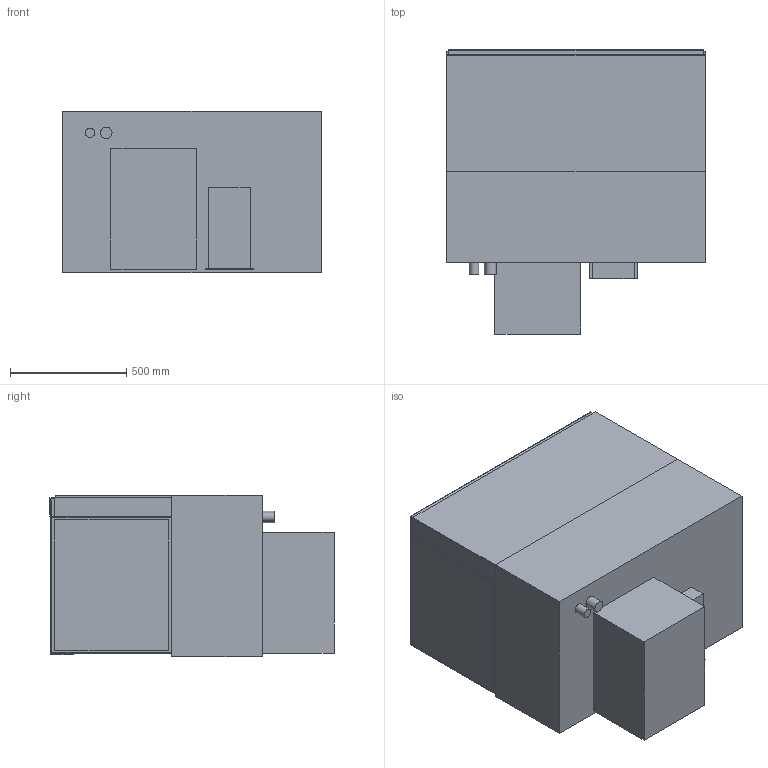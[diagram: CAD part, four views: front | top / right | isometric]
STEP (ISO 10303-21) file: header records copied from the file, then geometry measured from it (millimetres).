
FILE_DESCRIPTION(/* description */ ('Einbaukühlvitrine: eigengekühlt'),/* implementation_level */ '2;1');
FILE_NAME(/* name */ '3D-AKE-00006900.stp',/* time_stamp */ '2025-01-27T13:52:18+01:00',/* author */ ('marina.schachner'),/* organization */ (''),/* preprocessor_version */ 'ST-DEVELOPER v20',/* originating_system */ 'Autodesk Inventor 2024',/* authorisation */ '');
FILE_SCHEMA (('AUTOMOTIVE_DESIGN { 1 0 10303 214 3 1 1 }'));
Length unit declared in the file: millimetre
Products named in the file (1): 3D-AKE-00006900
Bounding box: 1115 x 1225 x 695 mm (x, y, z)
Volume: 237620937.5 mm3; surface area: 16002621.1 mm2
Topology: 33 solids, 33 shells, 308 faces, 702 edges, 468 vertices
Faces by surface type: plane 290, cylinder 18
Full cylindrical faces by diameter (mm): 40 x1, 50 x1
Entity records: 8530 total; most frequent: CARTESIAN_POINT 1479, ORIENTED_EDGE 1404, DIRECTION 1356, EDGE_CURVE 702, LINE 666, VECTOR 666, VERTEX_POINT 468, AXIS2_PLACEMENT_3D 345
